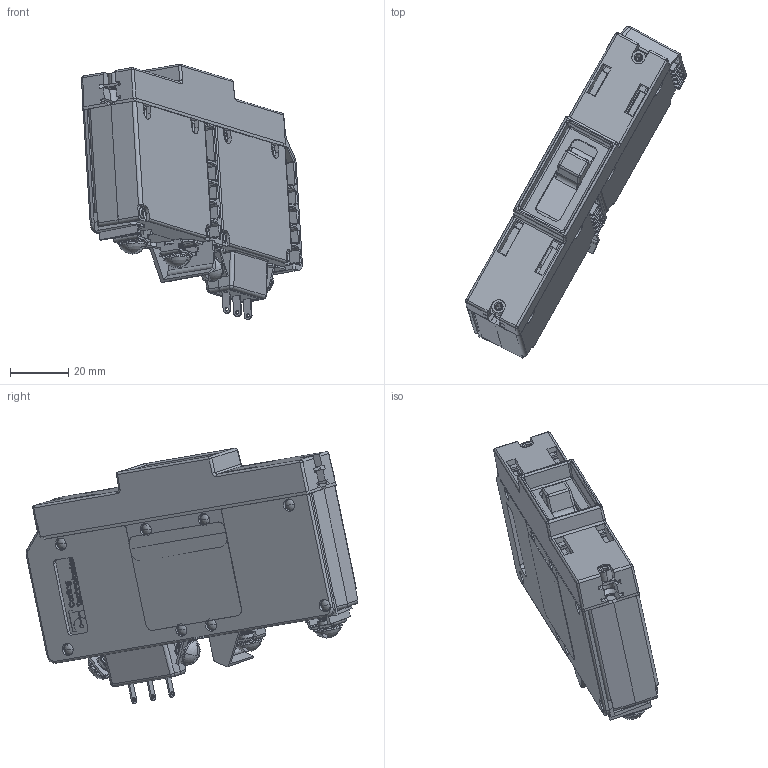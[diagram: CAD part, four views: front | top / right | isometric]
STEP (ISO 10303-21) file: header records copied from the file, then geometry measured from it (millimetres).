
FILE_DESCRIPTION((''),'2;1');
FILE_NAME('TB2-B2-22-610-N15-C3_SW0001','2017-02-01T',('patrickmoody'),(''),'CREO PARAMETRIC BY PTC INC, 2015480','CREO PARAMETRIC BY PTC INC, 2015480','');
FILE_SCHEMA(('AUTOMOTIVE_DESIGN { 1 0 10303 214 1 1 1 1 }'));
Products named in the file (1): TB2-B2-22-610-N15-C3_SW0001
Bounding box: 75.96 x 114.18 x 87.91 mm (x, y, z)
Volume: 83081.7 mm3; surface area: 63788.7 mm2
Topology: 1 solids, 5 shells, 5230 faces, 14821 edges, 9616 vertices
Faces by surface type: plane 3449, cylinder 896, extrusion 318, bspline 217, cone 207, torus 72, sphere 71
Entity records: 200186 total; most frequent: CARTESIAN_POINT 52930, ORIENTED_EDGE 29566, DIRECTION 24497, EDGE_CURVE 14783, VECTOR 11279, LINE 10961, VERTEX_POINT 9616, AXIS2_PLACEMENT_3D 6609
